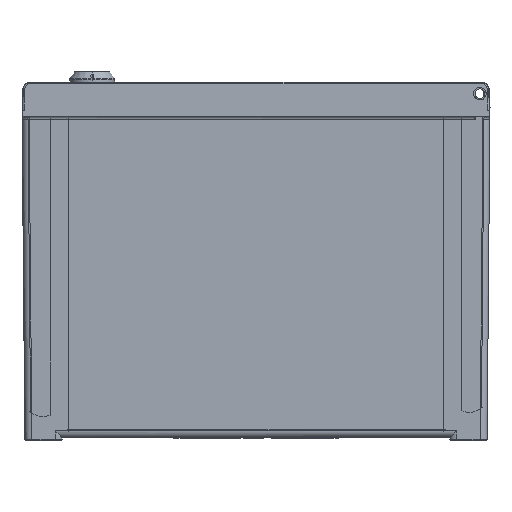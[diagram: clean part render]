
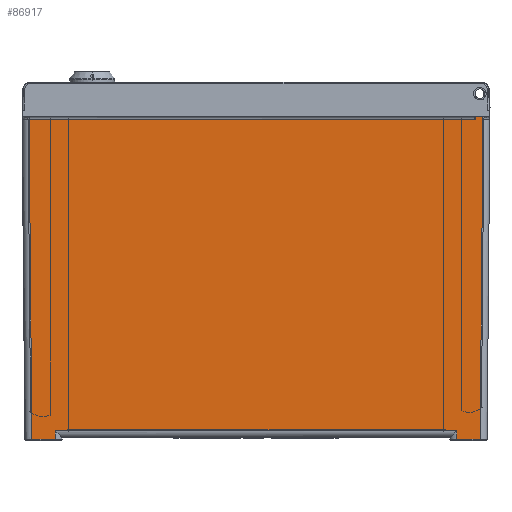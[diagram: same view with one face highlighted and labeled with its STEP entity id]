
A CAD part, front view. The second image highlights one B-rep face of the part: STEP entity #86917.
In plain terms, the highlighted face is planar.
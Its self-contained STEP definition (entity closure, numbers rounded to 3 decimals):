
#2483=CARTESIAN_POINT('',(-385.216,-1.017,
128.723));
#2508=CARTESIAN_POINT('',(-385.311,4.421,128.628));
#2520=DIRECTION('',(0.,0.,1.));
#2521=VECTOR('',#2520,257.257);
#2522=CARTESIAN_POINT('',(-385.311,4.421,
-128.628));
#2523=LINE('',#2522,#2521);
#2533=CARTESIAN_POINT('',(-385.216,-1.017,
-128.723));
#2538=DIRECTION('',(-0.017,1.,0.017));
#2539=VECTOR('',#2538,5.441);
#2540=CARTESIAN_POINT('',(-385.216,-1.017,
-128.723));
#2541=LINE('',#2540,#2539);
#2545=CARTESIAN_POINT('',(-385.311,4.421,
-128.628));
#31810=CARTESIAN_POINT('',(-388.796,204.058,
145.509));
#31826=DIRECTION('',(-0.017,1.,-0.014));
#31827=VECTOR('',#31826,9.944);
#31828=CARTESIAN_POINT('',(-388.796,204.058,
145.509));
#31829=LINE('',#31828,#31827);
#31843=DIRECTION('',(-0.017,1.,0.017));
#31844=VECTOR('',#31843,9.968);
#31845=CARTESIAN_POINT('',(-388.796,204.035,
140.971));
#31846=LINE('',#31845,#31844);
#31850=DIRECTION('',(0.,0.,1.));
#31851=VECTOR('',#31850,4.221);
#31852=CARTESIAN_POINT('',(-388.97,214.,
141.145));
#31853=LINE('',#31852,#31851);
#31857=DIRECTION('',(0.017,-1.,-0.009));
#31858=VECTOR('',#31857,205.115);
#31859=CARTESIAN_POINT('',(-388.796,204.058,
145.509));
#31860=LINE('',#31859,#31858);
#31864=DIRECTION('',(-0.017,1.,-0.017));
#31865=VECTOR('',#31864,5.441);
#31866=CARTESIAN_POINT('',(-385.216,-1.017,
128.723));
#31867=LINE('',#31866,#31865);
#31871=DIRECTION('',(-0.017,1.,-0.009));
#31872=VECTOR('',#31871,205.091);
#31873=CARTESIAN_POINT('',(-385.217,-1.017,
-143.659));
#31874=LINE('',#31873,#31872);
#31938=DIRECTION('',(0.,0.,-1.));
#31939=VECTOR('',#31938,286.419);
#31940=CARTESIAN_POINT('',(-388.796,204.035,
140.971));
#31941=LINE('',#31940,#31939);
#32186=CARTESIAN_POINT('',(-385.217,-1.017,
-143.659));
#32251=DIRECTION('',(0.,0.,1.));
#32252=VECTOR('',#32251,14.936);
#32253=CARTESIAN_POINT('',(-385.216,-1.017,
128.723));
#32254=LINE('',#32253,#32252);
#32281=DIRECTION('',(0.,0.,1.));
#32282=VECTOR('',#32281,14.936);
#32283=CARTESIAN_POINT('',(-385.217,-1.017,
-143.659));
#32284=LINE('',#32283,#32282);
#37331=VERTEX_POINT('',#2483);
#37338=VERTEX_POINT('',#2508);
#37339=VERTEX_POINT('',#2545);
#37341=VERTEX_POINT('',#2533);
#37393=VERTEX_POINT('',#32186);
#40745=VERTEX_POINT('',#31810);
#40746=CARTESIAN_POINT('',(-388.97,214.,
145.365));
#40747=VERTEX_POINT('',#40746);
#40749=CARTESIAN_POINT('',(-388.796,204.035,
140.971));
#40750=CARTESIAN_POINT('',(-388.97,214.,
141.145));
#40751=VERTEX_POINT('',#40749);
#40752=VERTEX_POINT('',#40750);
#40753=CARTESIAN_POINT('',(-385.217,-1.017,
143.659));
#40754=VERTEX_POINT('',#40753);
#40755=CARTESIAN_POINT('',(-388.796,204.035,
-145.448));
#40756=VERTEX_POINT('',#40755);
#86892=CARTESIAN_POINT('',(-388.83,206.,-160.612));
#86893=DIRECTION('',(-1.,-0.017,0.));
#86894=DIRECTION('',(0.,0.,-1.));
#86895=AXIS2_PLACEMENT_3D('',#86892,#86893,#86894);
#86896=PLANE('',#86895);
#86898=ORIENTED_EDGE('',*,*,#86897,.T.);
#86900=ORIENTED_EDGE('',*,*,#86899,.T.);
#86901=ORIENTED_EDGE('',*,*,#86876,.F.);
#86903=ORIENTED_EDGE('',*,*,#86902,.T.);
#86905=ORIENTED_EDGE('',*,*,#86904,.F.);
#86906=ORIENTED_EDGE('',*,*,#42487,.T.);
#86907=ORIENTED_EDGE('',*,*,#42507,.F.);
#86908=ORIENTED_EDGE('',*,*,#42527,.F.);
#86910=ORIENTED_EDGE('',*,*,#86909,.F.);
#86912=ORIENTED_EDGE('',*,*,#86911,.T.);
#86914=ORIENTED_EDGE('',*,*,#86913,.F.);
#86915=EDGE_LOOP('',(#86898,#86900,#86901,#86903,#86905,#86906,#86907,#86908,
#86910,#86912,#86914));
#86916=FACE_OUTER_BOUND('',#86915,.F.);
#42487=EDGE_CURVE('',#37331,#37338,#31867,.T.);
#42507=EDGE_CURVE('',#37339,#37338,#2523,.T.);
#42527=EDGE_CURVE('',#37341,#37339,#2541,.T.);
#86876=EDGE_CURVE('',#40745,#40747,#31829,.T.);
#86897=EDGE_CURVE('',#40751,#40752,#31846,.T.);
#86899=EDGE_CURVE('',#40752,#40747,#31853,.T.);
#86902=EDGE_CURVE('',#40745,#40754,#31860,.T.);
#86904=EDGE_CURVE('',#37331,#40754,#32254,.T.);
#86909=EDGE_CURVE('',#37393,#37341,#32284,.T.);
#86911=EDGE_CURVE('',#37393,#40756,#31874,.T.);
#86913=EDGE_CURVE('',#40751,#40756,#31941,.T.);
#86917=ADVANCED_FACE('',(#86916),#86896,.T.);
